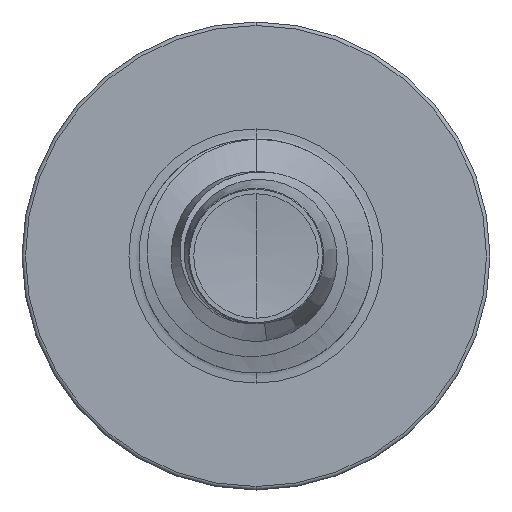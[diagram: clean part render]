
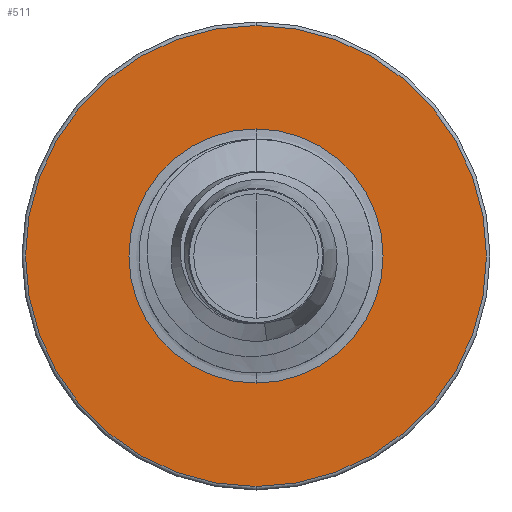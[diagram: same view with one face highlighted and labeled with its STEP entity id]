
A CAD part, front view. The second image highlights one B-rep face of the part: STEP entity #511.
In plain terms, the highlighted planar face has unit normal (0, -1, 0).
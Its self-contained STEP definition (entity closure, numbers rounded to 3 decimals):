
#511 = ADVANCED_FACE ( 'NONE', ( #9551, #983 ), #10523, .F. ) ;
#840 = AXIS2_PLACEMENT_3D ( 'NONE', #10078, #10063, #10030 ) ;
#885 = AXIS2_PLACEMENT_3D ( 'NONE', #4761, #4750, #4722 ) ;
#983 = FACE_BOUND ( 'NONE', #3153, .T. ) ;
#1189 = ORIENTED_EDGE ( 'NONE', *, *, #6856, .F. ) ;
#1208 = CARTESIAN_POINT ( 'NONE',  ( 0., 4., -1.086 ) ) ;
#1500 = DIRECTION ( 'NONE',  ( 0., 0., 1. ) ) ;
#1505 = DIRECTION ( 'NONE',  ( 0., 1., 0. ) ) ;
#1521 = CARTESIAN_POINT ( 'NONE',  ( 0., 4., 0. ) ) ;
#2192 = AXIS2_PLACEMENT_3D ( 'NONE', #1521, #1505, #1500 ) ;
#2208 = CARTESIAN_POINT ( 'NONE',  ( 0., 4., 1.086 ) ) ;
#3153 = EDGE_LOOP ( 'NONE', ( #10696, #5520 ) ) ;
#4138 = AXIS2_PLACEMENT_3D ( 'NONE', #9242, #9654, #10512 ) ;
#4722 = DIRECTION ( 'NONE',  ( 0., 0., 1. ) ) ;
#4750 = DIRECTION ( 'NONE',  ( 0., 1., 0. ) ) ;
#4761 = CARTESIAN_POINT ( 'NONE',  ( 0., 4., 0. ) ) ;
#4993 = EDGE_CURVE ( 'NONE', #10137, #8619, #11536, .T. ) ;
#5454 = CIRCLE ( 'NONE', #9716, 1.086 ) ;
#5520 = ORIENTED_EDGE ( 'NONE', *, *, #10470, .T. ) ;
#5793 = CIRCLE ( 'NONE', #840, 1.97 ) ;
#6301 = CARTESIAN_POINT ( 'NONE',  ( 0., 4., 1.97 ) ) ;
#6856 = EDGE_CURVE ( 'NONE', #8619, #10137, #5793, .T. ) ;
#7307 = EDGE_CURVE ( 'NONE', #8930, #9136, #8874, .T. ) ;
#8325 = DIRECTION ( 'NONE',  ( 0., 0., 1. ) ) ;
#8336 = DIRECTION ( 'NONE',  ( 0., 1., 0. ) ) ;
#8338 = CARTESIAN_POINT ( 'NONE',  ( 0., 4., 0. ) ) ;
#8619 = VERTEX_POINT ( 'NONE', #6301 ) ;
#8874 = CIRCLE ( 'NONE', #2192, 1.086 ) ;
#8930 = VERTEX_POINT ( 'NONE', #2208 ) ;
#9136 = VERTEX_POINT ( 'NONE', #1208 ) ;
#9242 = CARTESIAN_POINT ( 'NONE',  ( 0., 4., -1.086 ) ) ;
#9551 = FACE_OUTER_BOUND ( 'NONE', #11389, .T. ) ;
#9654 = DIRECTION ( 'NONE',  ( 0., 1., 0. ) ) ;
#9716 = AXIS2_PLACEMENT_3D ( 'NONE', #8338, #8336, #8325 ) ;
#10030 = DIRECTION ( 'NONE',  ( 0., 0., 1. ) ) ;
#10063 = DIRECTION ( 'NONE',  ( 0., 1., 0. ) ) ;
#10078 = CARTESIAN_POINT ( 'NONE',  ( 0., 4., 0. ) ) ;
#10137 = VERTEX_POINT ( 'NONE', #11242 ) ;
#10470 = EDGE_CURVE ( 'NONE', #9136, #8930, #5454, .T. ) ;
#10512 = DIRECTION ( 'NONE',  ( 0., 0., 1. ) ) ;
#10523 = PLANE ( 'NONE',  #4138 ) ;
#10696 = ORIENTED_EDGE ( 'NONE', *, *, #7307, .T. ) ;
#11242 = CARTESIAN_POINT ( 'NONE',  ( 0., 4., -1.97 ) ) ;
#11243 = ORIENTED_EDGE ( 'NONE', *, *, #4993, .F. ) ;
#11389 = EDGE_LOOP ( 'NONE', ( #1189, #11243 ) ) ;
#11536 = CIRCLE ( 'NONE', #885, 1.97 ) ;
